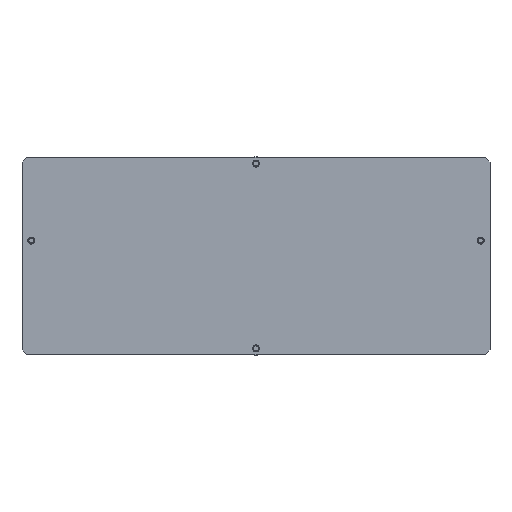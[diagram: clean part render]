
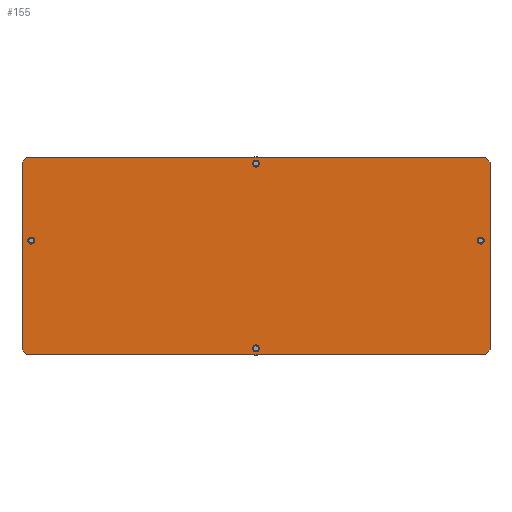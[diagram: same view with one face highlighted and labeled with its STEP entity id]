
A CAD part, top view. The second image highlights one B-rep face of the part: STEP entity #155.
In plain terms, the highlighted planar face has unit normal (0, 0, 1).
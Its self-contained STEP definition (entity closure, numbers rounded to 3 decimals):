
#31 = CIRCLE ( 'NONE', #1790, 2.25 ) ;
#45 = ORIENTED_EDGE ( 'NONE', *, *, #581, .T. ) ;
#73 = CARTESIAN_POINT ( 'NONE',  ( -152., -64., 4. ) ) ;
#80 = LINE ( 'NONE', #1103, #241 ) ;
#97 = LINE ( 'NONE', #681, #737 ) ;
#109 = EDGE_CURVE ( 'NONE', #1008, #522, #728, .T. ) ;
#121 = VERTEX_POINT ( 'NONE', #1284 ) ;
#124 = ORIENTED_EDGE ( 'NONE', *, *, #330, .T. ) ;
#126 = CARTESIAN_POINT ( 'NONE',  ( 2.25, -60., 4. ) ) ;
#139 = VERTEX_POINT ( 'NONE', #1583 ) ;
#147 = VERTEX_POINT ( 'NONE', #539 ) ;
#155 = ADVANCED_FACE ( 'NONE', ( #1023, #1002, #1445, #856, #580 ), #1574, .F. ) ;
#156 = CARTESIAN_POINT ( 'NONE',  ( 152., -64., 4. ) ) ;
#164 = CARTESIAN_POINT ( 'NONE',  ( 2.25, 60., 4. ) ) ;
#176 = VERTEX_POINT ( 'NONE', #126 ) ;
#179 = AXIS2_PLACEMENT_3D ( 'NONE', #1726, #589, #717 ) ;
#181 = CIRCLE ( 'NONE', #1493, 2.25 ) ;
#209 = CIRCLE ( 'NONE', #1340, 2.25 ) ;
#220 = ORIENTED_EDGE ( 'NONE', *, *, #1657, .F. ) ;
#221 = CARTESIAN_POINT ( 'NONE',  ( -148.25, 10., 4. ) ) ;
#229 = VERTEX_POINT ( 'NONE', #164 ) ;
#239 = AXIS2_PLACEMENT_3D ( 'NONE', #397, #880, #280 ) ;
#241 = VECTOR ( 'NONE', #1660, 1000. ) ;
#257 = VERTEX_POINT ( 'NONE', #1786 ) ;
#272 = EDGE_CURVE ( 'NONE', #1098, #176, #300, .T. ) ;
#280 = DIRECTION ( 'NONE',  ( 1., 0., 0. ) ) ;
#283 = DIRECTION ( 'NONE',  ( 0., 0., 1. ) ) ;
#286 = CARTESIAN_POINT ( 'NONE',  ( 149., 64., 4. ) ) ;
#287 = DIRECTION ( 'NONE',  ( 0., 0., 1. ) ) ;
#294 = DIRECTION ( 'NONE',  ( 1., 0., 0. ) ) ;
#300 = CIRCLE ( 'NONE', #1076, 2.25 ) ;
#311 = DIRECTION ( 'NONE',  ( 0., 1., 0. ) ) ;
#314 = ORIENTED_EDGE ( 'NONE', *, *, #356, .F. ) ;
#330 = EDGE_CURVE ( 'NONE', #528, #257, #80, .T. ) ;
#356 = EDGE_CURVE ( 'NONE', #176, #1098, #209, .T. ) ;
#366 = AXIS2_PLACEMENT_3D ( 'NONE', #1865, #287, #419 ) ;
#369 = DIRECTION ( 'NONE',  ( 0., -1., 0. ) ) ;
#393 = VERTEX_POINT ( 'NONE', #690 ) ;
#397 = CARTESIAN_POINT ( 'NONE',  ( 0., 60., 4. ) ) ;
#419 = DIRECTION ( 'NONE',  ( 1., 0., 0. ) ) ;
#425 = ORIENTED_EDGE ( 'NONE', *, *, #1742, .T. ) ;
#426 = CARTESIAN_POINT ( 'NONE',  ( -146., 10., 4. ) ) ;
#437 = DIRECTION ( 'NONE',  ( 0., 0., 1. ) ) ;
#449 = EDGE_CURVE ( 'NONE', #147, #1456, #1114, .T. ) ;
#451 = VERTEX_POINT ( 'NONE', #221 ) ;
#477 = EDGE_CURVE ( 'NONE', #229, #393, #950, .T. ) ;
#484 = CARTESIAN_POINT ( 'NONE',  ( 0., -60., 4. ) ) ;
#489 = ORIENTED_EDGE ( 'NONE', *, *, #1075, .F. ) ;
#522 = VERTEX_POINT ( 'NONE', #1598 ) ;
#528 = VERTEX_POINT ( 'NONE', #992 ) ;
#534 = EDGE_CURVE ( 'NONE', #121, #451, #181, .T. ) ;
#536 = EDGE_LOOP ( 'NONE', ( #1374, #489 ) ) ;
#539 = CARTESIAN_POINT ( 'NONE',  ( -152., 61., 4. ) ) ;
#545 = CIRCLE ( 'NONE', #946, 2.25 ) ;
#575 = CARTESIAN_POINT ( 'NONE',  ( -152., 61., 4. ) ) ;
#580 = FACE_OUTER_BOUND ( 'NONE', #1316, .T. ) ;
#581 = EDGE_CURVE ( 'NONE', #1703, #1695, #1150, .T. ) ;
#589 = DIRECTION ( 'NONE',  ( 0., 0., -1. ) ) ;
#647 = DIRECTION ( 'NONE',  ( 0.707, -0.707, 0. ) ) ;
#676 = AXIS2_PLACEMENT_3D ( 'NONE', #1019, #283, #1448 ) ;
#681 = CARTESIAN_POINT ( 'NONE',  ( -152., 64., 4. ) ) ;
#684 = ORIENTED_EDGE ( 'NONE', *, *, #1016, .T. ) ;
#690 = CARTESIAN_POINT ( 'NONE',  ( -2.25, 60., 4. ) ) ;
#717 = DIRECTION ( 'NONE',  ( -1., 0., 0. ) ) ;
#728 = CIRCLE ( 'NONE', #366, 2.25 ) ;
#737 = VECTOR ( 'NONE', #1263, 1000. ) ;
#744 = DIRECTION ( 'NONE',  ( 0., 0., 1. ) ) ;
#760 = VECTOR ( 'NONE', #647, 1000. ) ;
#820 = DIRECTION ( 'NONE',  ( 1., 0., 0. ) ) ;
#831 = CARTESIAN_POINT ( 'NONE',  ( -152., -64., 4. ) ) ;
#856 = FACE_BOUND ( 'NONE', #1209, .T. ) ;
#863 = DIRECTION ( 'NONE',  ( 0., 0., 1. ) ) ;
#871 = DIRECTION ( 'NONE',  ( -0.707, 0.707, 0. ) ) ;
#876 = ORIENTED_EDGE ( 'NONE', *, *, #109, .F. ) ;
#880 = DIRECTION ( 'NONE',  ( 0., 0., 1. ) ) ;
#888 = EDGE_LOOP ( 'NONE', ( #876, #220 ) ) ;
#907 = CARTESIAN_POINT ( 'NONE',  ( 146., 10., 4. ) ) ;
#940 = ORIENTED_EDGE ( 'NONE', *, *, #1802, .T. ) ;
#945 = EDGE_CURVE ( 'NONE', #1695, #1362, #97, .T. ) ;
#946 = AXIS2_PLACEMENT_3D ( 'NONE', #907, #744, #1320 ) ;
#950 = CIRCLE ( 'NONE', #239, 2.25 ) ;
#959 = CARTESIAN_POINT ( 'NONE',  ( 149., 64., 4. ) ) ;
#985 = ORIENTED_EDGE ( 'NONE', *, *, #477, .F. ) ;
#992 = CARTESIAN_POINT ( 'NONE',  ( 149., -64., 4. ) ) ;
#1002 = FACE_BOUND ( 'NONE', #888, .T. ) ;
#1008 = VERTEX_POINT ( 'NONE', #1554 ) ;
#1014 = CIRCLE ( 'NONE', #676, 2.25 ) ;
#1016 = EDGE_CURVE ( 'NONE', #1362, #147, #1441, .T. ) ;
#1019 = CARTESIAN_POINT ( 'NONE',  ( 0., 60., 4. ) ) ;
#1023 = FACE_BOUND ( 'NONE', #536, .T. ) ;
#1039 = ORIENTED_EDGE ( 'NONE', *, *, #945, .T. ) ;
#1069 = VECTOR ( 'NONE', #311, 1000. ) ;
#1075 = EDGE_CURVE ( 'NONE', #451, #121, #31, .T. ) ;
#1076 = AXIS2_PLACEMENT_3D ( 'NONE', #484, #1628, #1775 ) ;
#1080 = EDGE_CURVE ( 'NONE', #393, #229, #1014, .T. ) ;
#1085 = CARTESIAN_POINT ( 'NONE',  ( -149., -64., 4. ) ) ;
#1098 = VERTEX_POINT ( 'NONE', #1563 ) ;
#1103 = CARTESIAN_POINT ( 'NONE',  ( 152., -61., 4. ) ) ;
#1114 = LINE ( 'NONE', #831, #1220 ) ;
#1150 = LINE ( 'NONE', #286, #1523 ) ;
#1164 = DIRECTION ( 'NONE',  ( -0.707, -0.707, 0. ) ) ;
#1165 = ORIENTED_EDGE ( 'NONE', *, *, #1080, .F. ) ;
#1209 = EDGE_LOOP ( 'NONE', ( #985, #1165 ) ) ;
#1220 = VECTOR ( 'NONE', #369, 1000. ) ;
#1223 = EDGE_LOOP ( 'NONE', ( #314, #1277 ) ) ;
#1240 = CARTESIAN_POINT ( 'NONE',  ( 152., 61., 4. ) ) ;
#1254 = VECTOR ( 'NONE', #1164, 1000. ) ;
#1263 = DIRECTION ( 'NONE',  ( -1., 0., 0. ) ) ;
#1277 = ORIENTED_EDGE ( 'NONE', *, *, #272, .F. ) ;
#1284 = CARTESIAN_POINT ( 'NONE',  ( -143.75, 10., 4. ) ) ;
#1316 = EDGE_LOOP ( 'NONE', ( #940, #124, #1818, #45, #1039, #684, #1834, #425 ) ) ;
#1320 = DIRECTION ( 'NONE',  ( 1., 0., 0. ) ) ;
#1340 = AXIS2_PLACEMENT_3D ( 'NONE', #1416, #1822, #820 ) ;
#1349 = LINE ( 'NONE', #73, #1397 ) ;
#1361 = CARTESIAN_POINT ( 'NONE',  ( -149., 64., 4. ) ) ;
#1362 = VERTEX_POINT ( 'NONE', #1361 ) ;
#1370 = LINE ( 'NONE', #1085, #760 ) ;
#1374 = ORIENTED_EDGE ( 'NONE', *, *, #534, .F. ) ;
#1397 = VECTOR ( 'NONE', #1671, 1000. ) ;
#1416 = CARTESIAN_POINT ( 'NONE',  ( 0., -60., 4. ) ) ;
#1429 = CARTESIAN_POINT ( 'NONE',  ( -152., -61., 4. ) ) ;
#1441 = LINE ( 'NONE', #575, #1254 ) ;
#1445 = FACE_BOUND ( 'NONE', #1223, .T. ) ;
#1448 = DIRECTION ( 'NONE',  ( 1., 0., 0. ) ) ;
#1456 = VERTEX_POINT ( 'NONE', #1429 ) ;
#1467 = LINE ( 'NONE', #156, #1069 ) ;
#1493 = AXIS2_PLACEMENT_3D ( 'NONE', #426, #863, #294 ) ;
#1523 = VECTOR ( 'NONE', #871, 1000. ) ;
#1554 = CARTESIAN_POINT ( 'NONE',  ( 148.25, 10., 4. ) ) ;
#1563 = CARTESIAN_POINT ( 'NONE',  ( -2.25, -60., 4. ) ) ;
#1574 = PLANE ( 'NONE',  #179 ) ;
#1583 = CARTESIAN_POINT ( 'NONE',  ( -149., -64., 4. ) ) ;
#1588 = CARTESIAN_POINT ( 'NONE',  ( -146., 10., 4. ) ) ;
#1598 = CARTESIAN_POINT ( 'NONE',  ( 143.75, 10., 4. ) ) ;
#1628 = DIRECTION ( 'NONE',  ( 0., 0., 1. ) ) ;
#1653 = EDGE_CURVE ( 'NONE', #257, #1703, #1467, .T. ) ;
#1657 = EDGE_CURVE ( 'NONE', #522, #1008, #545, .T. ) ;
#1660 = DIRECTION ( 'NONE',  ( 0.707, 0.707, 0. ) ) ;
#1671 = DIRECTION ( 'NONE',  ( 1., 0., 0. ) ) ;
#1695 = VERTEX_POINT ( 'NONE', #959 ) ;
#1699 = DIRECTION ( 'NONE',  ( 1., 0., 0. ) ) ;
#1703 = VERTEX_POINT ( 'NONE', #1240 ) ;
#1726 = CARTESIAN_POINT ( 'NONE',  ( -152., 64., 4. ) ) ;
#1742 = EDGE_CURVE ( 'NONE', #1456, #139, #1370, .T. ) ;
#1775 = DIRECTION ( 'NONE',  ( 1., 0., 0. ) ) ;
#1786 = CARTESIAN_POINT ( 'NONE',  ( 152., -61., 4. ) ) ;
#1790 = AXIS2_PLACEMENT_3D ( 'NONE', #1588, #437, #1699 ) ;
#1802 = EDGE_CURVE ( 'NONE', #139, #528, #1349, .T. ) ;
#1818 = ORIENTED_EDGE ( 'NONE', *, *, #1653, .T. ) ;
#1822 = DIRECTION ( 'NONE',  ( 0., 0., 1. ) ) ;
#1834 = ORIENTED_EDGE ( 'NONE', *, *, #449, .T. ) ;
#1865 = CARTESIAN_POINT ( 'NONE',  ( 146., 10., 4. ) ) ;
